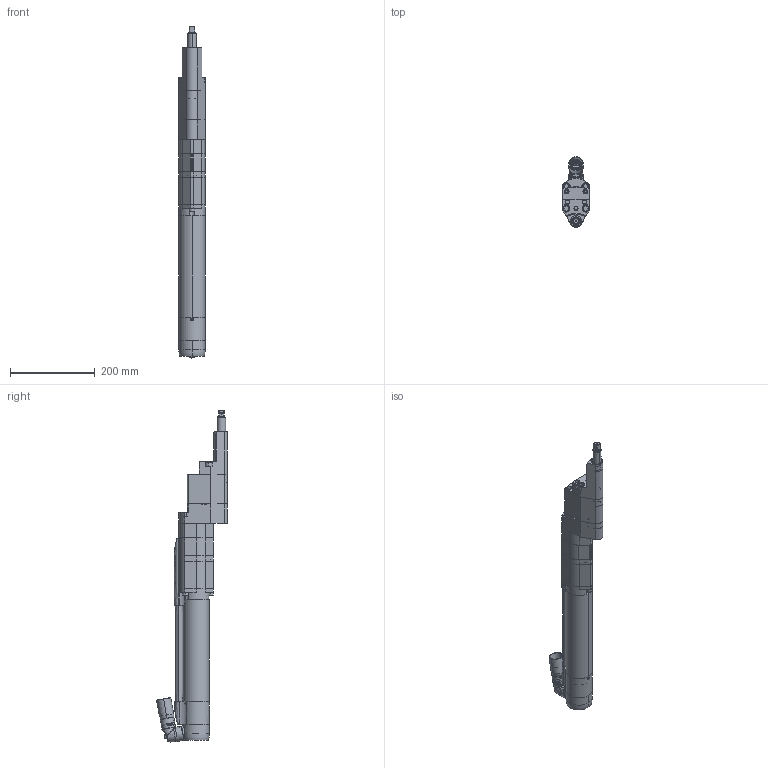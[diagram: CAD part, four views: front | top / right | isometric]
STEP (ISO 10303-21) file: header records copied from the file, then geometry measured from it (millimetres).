
FILE_DESCRIPTION((''),'2;1');
FILE_NAME('9831411430_ASM','2021-11-03T10:52:12',('Toohpn'),(''),'CREO PARAMETRIC BY PTC INC, 2020281','CREO PARAMETRIC BY PTC INC, 2020281','');
FILE_SCHEMA(('CONFIG_CONTROL_DESIGN','GEOMETRIC_VALIDATION_PROPERTIES_MIM'));
Products named in the file (43): 4232835801; 4232835800; 0211136300; 0211125700; 4232835881_ASM; 4232835802; 4090034600; 4232635800; 0211137700; 4232835882_ASM; 4232835880_ASM; 4230260301; 4230260311_ASM; 4230265400; 0219110017; 4230265500; 4230262380_ASM; 4230263000; 4230263200; 4230263300; 4230263280_ASM; 4230263700; 4230262700; 4230263500_AF0; 0215000398; 4230264080_SPEC1_ASM; 4230261900_AF0; 4230300280_ASM; 4230301380_ASM; 4230220200; 4230217200; 0211133700; 4230217281_ASM; 4230160000; 4230167470_AF0; 4230167470_AF1; 4230265780_ASM; 4230297480_ASM; 4230296480_ASM; 4230264710 ...
Assembly tree (50 placements, depth 6):
  9831411430_ASM
    4232835880_ASM
      4232835881_ASM
        4232835801
        4232835800
        0211136300  x2
        0211125700  x2
      4232835882_ASM
        4232835802
        4090034600
        4232635800
        0211137700  x2
    4230289780_ASM
      4230301380_ASM
        4230260311_ASM
          4230260301
        4230262380_ASM
          4230265400
          0219110017  x3
          4230265500
        4230264080_SPEC1_ASM
          4230263000
          4230263280_ASM
            4230263200
            4230263300
          4230263700
          4230262700
          4230263500_AF0
          0215000398
        4230300280_ASM
          4230261900_AF0
      4230217281_ASM
        4230220200
        4230217200
        0211133700  x3
      4230296480_ASM
        4230297480_ASM
          4230160000
          4230265780_ASM
            4230167470_AF0
            4230167470_AF1
      4230264710
      0211196527  x2
Bounding box: 62 x 167.46 x 785.06 mm (x, y, z)
Volume: 1489295.9 mm3; surface area: 511103.4 mm2
Topology: 36 solids, 52 shells, 3104 faces, 8260 edges, 5310 vertices
Faces by surface type: plane 1117, cylinder 1076, cone 384, torus 254, bspline 251, extrusion 12, revolution 6, sphere 4
Entity records: 132095 total; most frequent: CARTESIAN_POINT 35317, ORIENTED_EDGE 15556, DIRECTION 14378, EDGE_CURVE 7808, PRESENTATION_STYLE_ASSIGNMENT 7350, STYLED_ITEM 7261, CURVE_STYLE 7210, AXIS2_PLACEMENT_3D 5593
